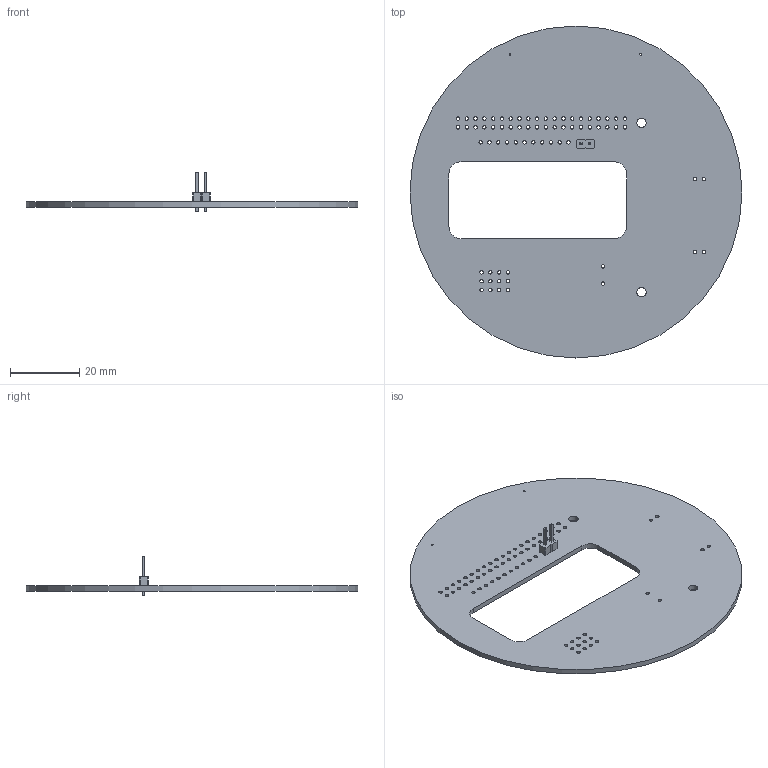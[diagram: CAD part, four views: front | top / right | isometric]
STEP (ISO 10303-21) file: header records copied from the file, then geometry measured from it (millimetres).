
FILE_DESCRIPTION(('KiCad electronic assembly'),'2;1');
FILE_NAME('placa-edu-uno.step','2025-10-30T21:30:27',('Pcbnew'),('Kicad' ),'Open CASCADE STEP processor 7.9','KiCad to STEP converter', 'Unknown');
FILE_SCHEMA(('AUTOMOTIVE_DESIGN { 1 0 10303 214 1 1 1 1 }'));
Length unit declared in the file: millimetre
Products named in the file (3): placa-edu-uno 1; PinHeader_1x02_P2.54mm_Vertical; placa-edu-uno_PCB
Assembly tree (2 placements, depth 2):
  placa-edu-uno 1
    PinHeader_1x02_P2.54mm_Vertical
    placa-edu-uno_PCB
Bounding box: 96 x 96 x 11.54 mm (x, y, z)
Volume: 9160.7 mm3; surface area: 13225.4 mm2
Topology: 2 solids, 2 shells, 138 faces, 374 edges, 244 vertices
Faces by surface type: cylinder 80, plane 58
Full cylindrical faces by diameter (mm): 0.5 x2, 1 x71, 2.7 x2, 96 x1
Entity records: 5114 total; most frequent: DIRECTION 816, CARTESIAN_POINT 759, ORIENTED_EDGE 748, EDGE_CURVE 374, AXIS2_PLACEMENT_3D 301, FACE_BOUND 294, EDGE_LOOP 294, VERTEX_POINT 244
